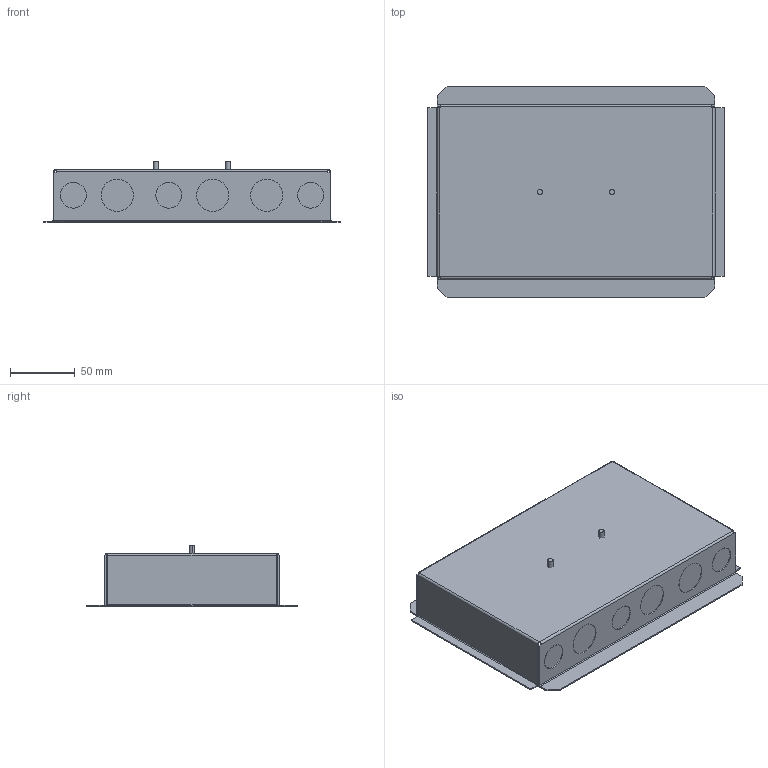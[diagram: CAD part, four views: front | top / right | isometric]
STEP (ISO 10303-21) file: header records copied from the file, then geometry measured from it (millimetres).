
FILE_DESCRIPTION (( 'STEP AP214' ), '1' );
FILE_NAME ('7428230.stp', '2020-09-21T11:15:36', ( '' ), ( '' ), 'SwSTEP 2.0', 'SolidWorks 2020', '' );
FILE_SCHEMA (( 'AUTOMOTIVE_DESIGN' ));
Length unit declared in the file: millimetre
Products named in the file (4): 35104466_Standard; 43881L_Standard; 7428230; 43889A_Standard
Assembly tree (5 placements, depth 2):
  7428230
    43889A_Standard
    43881L_Standard  x2
    35104466_Standard  x2
Bounding box: 230 x 164 x 47 mm (x, y, z)
Volume: 78855.6 mm3; surface area: 160051.7 mm2
Topology: 5 solids, 5 shells, 236 faces, 532 edges, 332 vertices
Faces by surface type: plane 160, cylinder 72, bspline 4
Entity records: 5754 total; most frequent: CARTESIAN_POINT 1033, DIRECTION 988, ORIENTED_EDGE 900, EDGE_CURVE 450, AXIS2_PLACEMENT_3D 345, LINE 298, VECTOR 298, VERTEX_POINT 278
